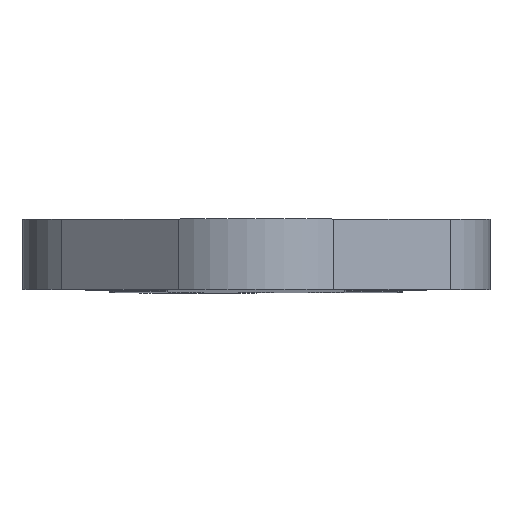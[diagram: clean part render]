
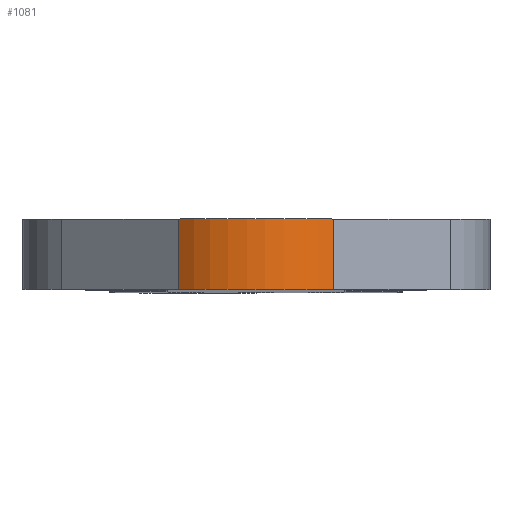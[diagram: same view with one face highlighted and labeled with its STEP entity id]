
A CAD part, top view. The second image highlights one B-rep face of the part: STEP entity #1081.
In plain terms, the highlighted cylindrical face has radius 10 mm (diameter 20 mm), a partial arc.
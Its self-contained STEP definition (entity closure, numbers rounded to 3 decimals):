
#59=CIRCLE('',#1183,10.);
#60=CIRCLE('',#1184,10.);
#104=CYLINDRICAL_SURFACE('',#1182,10.);
#142=FACE_OUTER_BOUND('',#197,.T.);
#197=EDGE_LOOP('',(#803,#804,#805,#806));
#288=LINE('',#1711,#389);
#289=LINE('',#1717,#390);
#389=VECTOR('',#1385,10.);
#390=VECTOR('',#1392,10.);
#492=VERTEX_POINT('',#1704);
#495=VERTEX_POINT('',#1709);
#496=VERTEX_POINT('',#1713);
#497=VERTEX_POINT('',#1715);
#622=EDGE_CURVE('',#492,#495,#288,.T.);
#623=EDGE_CURVE('',#496,#492,#59,.T.);
#624=EDGE_CURVE('',#497,#495,#60,.T.);
#625=EDGE_CURVE('',#496,#497,#289,.T.);
#803=ORIENTED_EDGE('',*,*,#623,.T.);
#804=ORIENTED_EDGE('',*,*,#622,.T.);
#805=ORIENTED_EDGE('',*,*,#624,.F.);
#806=ORIENTED_EDGE('',*,*,#625,.F.);
#1081=ADVANCED_FACE('',(#142),#104,.T.);
#1182=AXIS2_PLACEMENT_3D('',#1712,#1386,#1387);
#1183=AXIS2_PLACEMENT_3D('',#1714,#1388,#1389);
#1184=AXIS2_PLACEMENT_3D('',#1716,#1390,#1391);
#1385=DIRECTION('',(0.,1.,0.));
#1386=DIRECTION('center_axis',(0.,1.,0.));
#1387=DIRECTION('ref_axis',(-0.663,0.,0.749));
#1388=DIRECTION('center_axis',(0.,1.,0.));
#1389=DIRECTION('ref_axis',(-0.663,0.,0.749));
#1390=DIRECTION('center_axis',(0.,1.,0.));
#1391=DIRECTION('ref_axis',(-0.663,0.,0.749));
#1392=DIRECTION('',(0.,1.,0.));
#1704=CARTESIAN_POINT('',(6.626,0.,21.832));
#1709=CARTESIAN_POINT('',(6.626,6.,21.832));
#1711=CARTESIAN_POINT('',(6.626,0.,21.832));
#1712=CARTESIAN_POINT('Origin',(0.,0.,14.343));
#1713=CARTESIAN_POINT('',(-6.626,0.,21.832));
#1714=CARTESIAN_POINT('Origin',(0.,0.,14.343));
#1715=CARTESIAN_POINT('',(-6.626,6.,21.832));
#1716=CARTESIAN_POINT('Origin',(0.,6.,14.343));
#1717=CARTESIAN_POINT('',(-6.626,0.,21.832));
